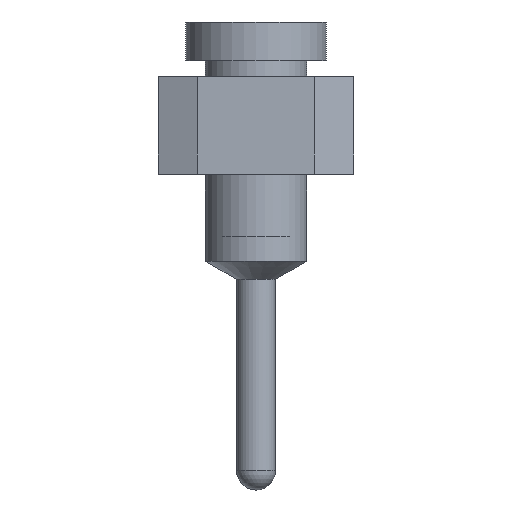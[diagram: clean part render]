
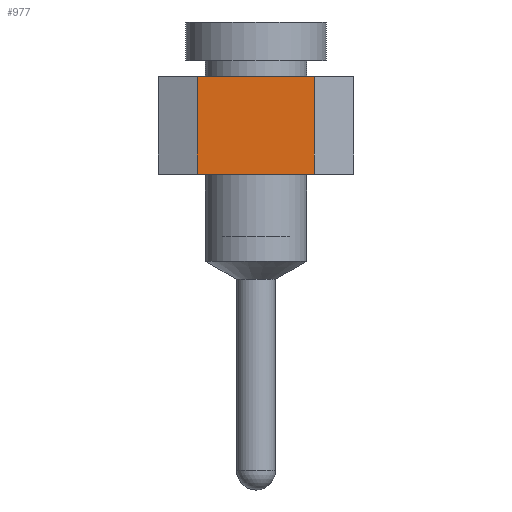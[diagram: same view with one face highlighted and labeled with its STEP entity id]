
A CAD part, left-side view. The second image highlights one B-rep face of the part: STEP entity #977.
In plain terms, the highlighted planar face has unit normal (-1, 0, 0).
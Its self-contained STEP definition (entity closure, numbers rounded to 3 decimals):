
#977 = ADVANCED_FACE('',(#978),#1012,.F.);
#978 = FACE_BOUND('',#979,.T.);
#979 = EDGE_LOOP('',(#980,#990,#998,#1006));
#980 = ORIENTED_EDGE('',*,*,#981,.T.);
#981 = EDGE_CURVE('',#982,#984,#986,.T.);
#982 = VERTEX_POINT('',#983);
#983 = CARTESIAN_POINT('',(-30.48,0.762,2.57));
#984 = VERTEX_POINT('',#985);
#985 = CARTESIAN_POINT('',(-30.48,0.762,1.3));
#986 = LINE('',#987,#988);
#987 = CARTESIAN_POINT('',(-30.48,0.762,3.84));
#988 = VECTOR('',#989,1.);
#989 = DIRECTION('',(0.,0.,-1.));
#990 = ORIENTED_EDGE('',*,*,#991,.T.);
#991 = EDGE_CURVE('',#984,#992,#994,.T.);
#992 = VERTEX_POINT('',#993);
#993 = CARTESIAN_POINT('',(-30.48,-0.762,1.3));
#994 = LINE('',#995,#996);
#995 = CARTESIAN_POINT('',(-30.48,1.27,1.3));
#996 = VECTOR('',#997,1.);
#997 = DIRECTION('',(0.,-1.,0.));
#998 = ORIENTED_EDGE('',*,*,#999,.F.);
#999 = EDGE_CURVE('',#1000,#992,#1002,.T.);
#1000 = VERTEX_POINT('',#1001);
#1001 = CARTESIAN_POINT('',(-30.48,-0.762,2.57));
#1002 = LINE('',#1003,#1004);
#1003 = CARTESIAN_POINT('',(-30.48,-0.762,3.84));
#1004 = VECTOR('',#1005,1.);
#1005 = DIRECTION('',(0.,0.,-1.));
#1006 = ORIENTED_EDGE('',*,*,#1007,.F.);
#1007 = EDGE_CURVE('',#982,#1000,#1008,.T.);
#1008 = LINE('',#1009,#1010);
#1009 = CARTESIAN_POINT('',(-30.48,1.27,2.57));
#1010 = VECTOR('',#1011,1.);
#1011 = DIRECTION('',(0.,-1.,0.));
#1012 = PLANE('',#1013);
#1013 = AXIS2_PLACEMENT_3D('',#1014,#1015,#1016);
#1014 = CARTESIAN_POINT('',(-30.48,1.27,2.57));
#1015 = DIRECTION('',(1.,0.,0.));
#1016 = DIRECTION('',(0.,1.,0.));
